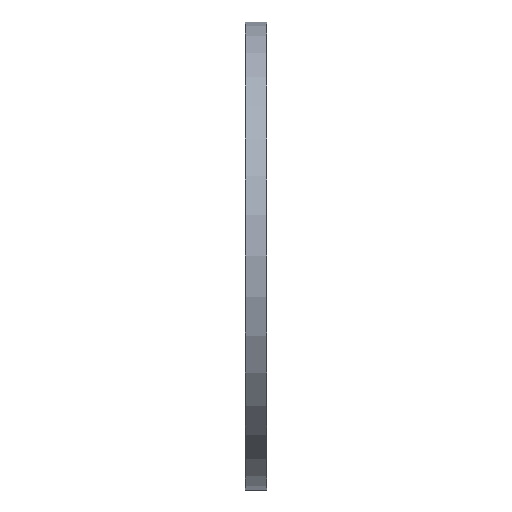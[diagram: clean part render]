
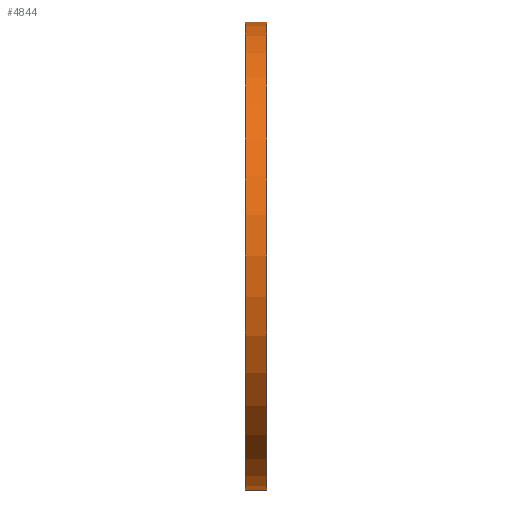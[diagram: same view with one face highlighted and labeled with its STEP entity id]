
A CAD part, front view. The second image highlights one B-rep face of the part: STEP entity #4844.
In plain terms, the highlighted cylindrical face has radius 110 mm (diameter 220 mm), a partial arc.
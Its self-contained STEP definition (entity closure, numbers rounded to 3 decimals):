
#328 = DIRECTION ( 'NONE',  ( 0., 0., 1. ) ) ;
#670 = CARTESIAN_POINT ( 'NONE',  ( 10., 0., -110. ) ) ;
#1400 = EDGE_CURVE ( 'NONE', #6494, #5699, #2783, .T. ) ;
#1762 = ORIENTED_EDGE ( 'NONE', *, *, #1400, .T. ) ;
#1849 = CARTESIAN_POINT ( 'NONE',  ( -10., 0., -110. ) ) ;
#2433 = CARTESIAN_POINT ( 'NONE',  ( 10., 0., 0. ) ) ;
#2465 = DIRECTION ( 'NONE',  ( -1., 0., 0. ) ) ;
#2646 = DIRECTION ( 'NONE',  ( -1., 0., 0. ) ) ;
#2710 = AXIS2_PLACEMENT_3D ( 'NONE', #8404, #2646, #2738 ) ;
#2738 = DIRECTION ( 'NONE',  ( 0., 0., 1. ) ) ;
#2783 = CIRCLE ( 'NONE', #8309, 110. ) ;
#3542 = VECTOR ( 'NONE', #6612, 1000. ) ;
#3907 = DIRECTION ( 'NONE',  ( -1., 0., 0. ) ) ;
#4017 = VERTEX_POINT ( 'NONE', #6005 ) ;
#4089 = CYLINDRICAL_SURFACE ( 'NONE', #6855, 110. ) ;
#4500 = CARTESIAN_POINT ( 'NONE',  ( 10., 0., 110. ) ) ;
#4844 = ADVANCED_FACE ( 'NONE', ( #8914 ), #4089, .T. ) ;
#5118 = CARTESIAN_POINT ( 'NONE',  ( -10., 0., 110. ) ) ;
#5239 = VECTOR ( 'NONE', #2465, 1000. ) ;
#5279 = DIRECTION ( 'NONE',  ( -1., 0., 0. ) ) ;
#5699 = VERTEX_POINT ( 'NONE', #4500 ) ;
#5735 = LINE ( 'NONE', #5118, #3542 ) ;
#5785 = CARTESIAN_POINT ( 'NONE',  ( 0., 0., 110. ) ) ;
#5879 = ORIENTED_EDGE ( 'NONE', *, *, #6355, .T. ) ;
#6005 = CARTESIAN_POINT ( 'NONE',  ( 0., 0., -110. ) ) ;
#6144 = CIRCLE ( 'NONE', #2710, 110. ) ;
#6159 = LINE ( 'NONE', #1849, #5239 ) ;
#6355 = EDGE_CURVE ( 'NONE', #5699, #9170, #5735, .T. ) ;
#6494 = VERTEX_POINT ( 'NONE', #670 ) ;
#6612 = DIRECTION ( 'NONE',  ( -1., 0., 0. ) ) ;
#6855 = AXIS2_PLACEMENT_3D ( 'NONE', #8213, #3907, #8869 ) ;
#7171 = ORIENTED_EDGE ( 'NONE', *, *, #8152, .F. ) ;
#7981 = EDGE_LOOP ( 'NONE', ( #9066, #1762, #5879, #7171 ) ) ;
#8152 = EDGE_CURVE ( 'NONE', #4017, #9170, #6144, .T. ) ;
#8213 = CARTESIAN_POINT ( 'NONE',  ( -10., 0., 0. ) ) ;
#8309 = AXIS2_PLACEMENT_3D ( 'NONE', #2433, #5279, #328 ) ;
#8404 = CARTESIAN_POINT ( 'NONE',  ( 0., 0., 0. ) ) ;
#8869 = DIRECTION ( 'NONE',  ( 0., 0., 1. ) ) ;
#8914 = FACE_OUTER_BOUND ( 'NONE', #7981, .T. ) ;
#9066 = ORIENTED_EDGE ( 'NONE', *, *, #9214, .F. ) ;
#9170 = VERTEX_POINT ( 'NONE', #5785 ) ;
#9214 = EDGE_CURVE ( 'NONE', #6494, #4017, #6159, .T. ) ;
